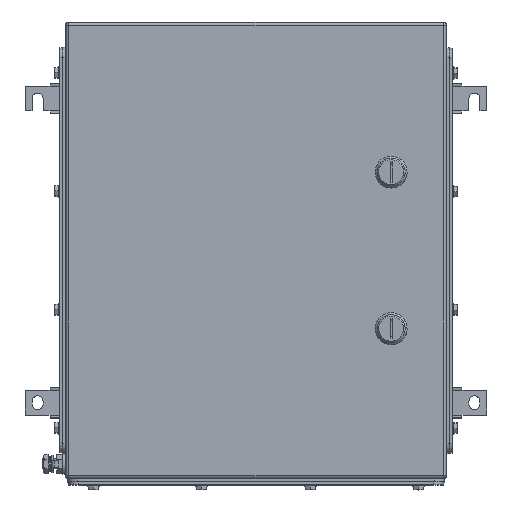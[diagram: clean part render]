
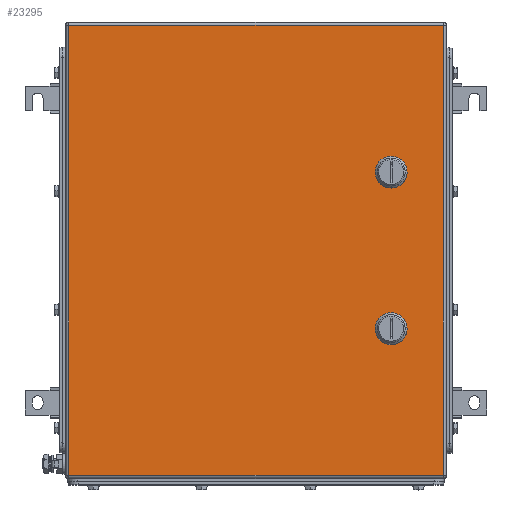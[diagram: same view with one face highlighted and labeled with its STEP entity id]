
A CAD part, top view. The second image highlights one B-rep face of the part: STEP entity #23295.
In plain terms, the highlighted planar face has unit normal (0, 0, 1).
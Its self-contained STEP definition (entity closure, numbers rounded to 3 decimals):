
#23109=AXIS2_PLACEMENT_3D('Circle Axis2P3D',#23107,#23108,$) ;
#23136=AXIS2_PLACEMENT_3D('Plane Axis2P3D',#23133,#23134,#23135) ;
#23181=AXIS2_PLACEMENT_3D('Circle Axis2P3D',#23179,#23180,$) ;
#23195=AXIS2_PLACEMENT_3D('Circle Axis2P3D',#23193,#23194,$) ;
#23209=AXIS2_PLACEMENT_3D('Circle Axis2P3D',#23207,#23208,$) ;
#23231=AXIS2_PLACEMENT_3D('Circle Axis2P3D',#23229,#23230,$) ;
#23247=AXIS2_PLACEMENT_3D('Circle Axis2P3D',#23245,#23246,$) ;
#23261=AXIS2_PLACEMENT_3D('Circle Axis2P3D',#23259,#23260,$) ;
#23275=AXIS2_PLACEMENT_3D('Circle Axis2P3D',#23273,#23274,$) ;
#23104=CARTESIAN_POINT('Vertex',(372.056,308.45,153.5)) ;
#23107=CARTESIAN_POINT('Axis2P3D Location',(367.,318.5,153.5)) ;
#23111=CARTESIAN_POINT('Vertex',(377.05,313.444,153.5)) ;
#23133=CARTESIAN_POINT('Axis2P3D Location',(231.5,240.,153.5)) ;
#23138=CARTESIAN_POINT('Line Origine',(231.5,465.5,153.5)) ;
#23142=CARTESIAN_POINT('Vertex',(419.,465.5,153.5)) ;
#23144=CARTESIAN_POINT('Vertex',(44.,465.5,153.5)) ;
#23147=CARTESIAN_POINT('Line Origine',(44.,240.,153.5)) ;
#23151=CARTESIAN_POINT('Vertex',(44.,14.5,153.5)) ;
#23154=CARTESIAN_POINT('Line Origine',(231.5,14.5,153.5)) ;
#23158=CARTESIAN_POINT('Vertex',(419.,14.5,153.5)) ;
#23161=CARTESIAN_POINT('Line Origine',(419.,240.,153.5)) ;
#23172=CARTESIAN_POINT('Line Origine',(367.,308.45,153.5)) ;
#23176=CARTESIAN_POINT('Vertex',(361.944,308.45,153.5)) ;
#23179=CARTESIAN_POINT('Axis2P3D Location',(367.,318.5,153.5)) ;
#23183=CARTESIAN_POINT('Vertex',(356.95,313.444,153.5)) ;
#23186=CARTESIAN_POINT('Line Origine',(356.95,318.5,153.5)) ;
#23190=CARTESIAN_POINT('Vertex',(356.95,323.556,153.5)) ;
#23193=CARTESIAN_POINT('Axis2P3D Location',(367.,318.5,153.5)) ;
#23197=CARTESIAN_POINT('Vertex',(361.944,328.55,153.5)) ;
#23200=CARTESIAN_POINT('Line Origine',(367.,328.55,153.5)) ;
#23204=CARTESIAN_POINT('Vertex',(372.056,328.55,153.5)) ;
#23207=CARTESIAN_POINT('Axis2P3D Location',(367.,318.5,153.5)) ;
#23211=CARTESIAN_POINT('Vertex',(377.05,323.556,153.5)) ;
#23214=CARTESIAN_POINT('Line Origine',(377.05,318.5,153.5)) ;
#23229=CARTESIAN_POINT('Axis2P3D Location',(367.,161.5,153.5)) ;
#23233=CARTESIAN_POINT('Vertex',(372.056,151.45,153.5)) ;
#23235=CARTESIAN_POINT('Vertex',(377.05,156.444,153.5)) ;
#23238=CARTESIAN_POINT('Line Origine',(367.,151.45,153.5)) ;
#23242=CARTESIAN_POINT('Vertex',(361.944,151.45,153.5)) ;
#23245=CARTESIAN_POINT('Axis2P3D Location',(367.,161.5,153.5)) ;
#23249=CARTESIAN_POINT('Vertex',(356.95,156.444,153.5)) ;
#23252=CARTESIAN_POINT('Line Origine',(356.95,161.5,153.5)) ;
#23256=CARTESIAN_POINT('Vertex',(356.95,166.556,153.5)) ;
#23259=CARTESIAN_POINT('Axis2P3D Location',(367.,161.5,153.5)) ;
#23263=CARTESIAN_POINT('Vertex',(361.944,171.55,153.5)) ;
#23266=CARTESIAN_POINT('Line Origine',(367.,171.55,153.5)) ;
#23270=CARTESIAN_POINT('Vertex',(372.056,171.55,153.5)) ;
#23273=CARTESIAN_POINT('Axis2P3D Location',(367.,161.5,153.5)) ;
#23277=CARTESIAN_POINT('Vertex',(377.05,166.556,153.5)) ;
#23280=CARTESIAN_POINT('Line Origine',(377.05,161.5,153.5)) ;
#23108=DIRECTION('Axis2P3D Direction',(0.,0.,1.)) ;
#23134=DIRECTION('Axis2P3D Direction',(0.,0.,1.)) ;
#23135=DIRECTION('Axis2P3D XDirection',(1.,0.,0.)) ;
#23139=DIRECTION('Vector Direction',(1.,0.,0.)) ;
#23148=DIRECTION('Vector Direction',(0.,-1.,0.)) ;
#23155=DIRECTION('Vector Direction',(1.,0.,0.)) ;
#23162=DIRECTION('Vector Direction',(0.,1.,0.)) ;
#23173=DIRECTION('Vector Direction',(1.,0.,0.)) ;
#23180=DIRECTION('Axis2P3D Direction',(0.,0.,1.)) ;
#23187=DIRECTION('Vector Direction',(0.,1.,0.)) ;
#23194=DIRECTION('Axis2P3D Direction',(0.,0.,1.)) ;
#23201=DIRECTION('Vector Direction',(1.,0.,0.)) ;
#23208=DIRECTION('Axis2P3D Direction',(0.,0.,1.)) ;
#23215=DIRECTION('Vector Direction',(0.,-1.,0.)) ;
#23230=DIRECTION('Axis2P3D Direction',(0.,0.,1.)) ;
#23239=DIRECTION('Vector Direction',(1.,0.,0.)) ;
#23246=DIRECTION('Axis2P3D Direction',(0.,0.,1.)) ;
#23253=DIRECTION('Vector Direction',(0.,1.,0.)) ;
#23260=DIRECTION('Axis2P3D Direction',(0.,0.,1.)) ;
#23267=DIRECTION('Vector Direction',(1.,0.,0.)) ;
#23274=DIRECTION('Axis2P3D Direction',(0.,0.,1.)) ;
#23281=DIRECTION('Vector Direction',(0.,-1.,0.)) ;
#23140=VECTOR('Line Direction',#23139,1.) ;
#23149=VECTOR('Line Direction',#23148,1.) ;
#23156=VECTOR('Line Direction',#23155,1.) ;
#23163=VECTOR('Line Direction',#23162,1.) ;
#23174=VECTOR('Line Direction',#23173,1.) ;
#23188=VECTOR('Line Direction',#23187,1.) ;
#23202=VECTOR('Line Direction',#23201,1.) ;
#23216=VECTOR('Line Direction',#23215,1.) ;
#23240=VECTOR('Line Direction',#23239,1.) ;
#23254=VECTOR('Line Direction',#23253,1.) ;
#23268=VECTOR('Line Direction',#23267,1.) ;
#23282=VECTOR('Line Direction',#23281,1.) ;
#23167=ORIENTED_EDGE('',*,*,#23146,.T.) ;
#23168=ORIENTED_EDGE('',*,*,#23153,.T.) ;
#23169=ORIENTED_EDGE('',*,*,#23160,.T.) ;
#23170=ORIENTED_EDGE('',*,*,#23165,.T.) ;
#23220=ORIENTED_EDGE('',*,*,#23178,.F.) ;
#23221=ORIENTED_EDGE('',*,*,#23185,.F.) ;
#23222=ORIENTED_EDGE('',*,*,#23192,.T.) ;
#23223=ORIENTED_EDGE('',*,*,#23199,.F.) ;
#23224=ORIENTED_EDGE('',*,*,#23206,.T.) ;
#23225=ORIENTED_EDGE('',*,*,#23213,.F.) ;
#23226=ORIENTED_EDGE('',*,*,#23218,.T.) ;
#23227=ORIENTED_EDGE('',*,*,#23113,.F.) ;
#23286=ORIENTED_EDGE('',*,*,#23237,.F.) ;
#23287=ORIENTED_EDGE('',*,*,#23244,.F.) ;
#23288=ORIENTED_EDGE('',*,*,#23251,.F.) ;
#23289=ORIENTED_EDGE('',*,*,#23258,.T.) ;
#23290=ORIENTED_EDGE('',*,*,#23265,.F.) ;
#23291=ORIENTED_EDGE('',*,*,#23272,.T.) ;
#23292=ORIENTED_EDGE('',*,*,#23279,.F.) ;
#23293=ORIENTED_EDGE('',*,*,#23284,.T.) ;
#23228=FACE_BOUND('',#23219,.T.) ;
#23294=FACE_BOUND('',#23285,.T.) ;
#23295=ADVANCED_FACE('ZUB_KTB_QL_453815_3GP_AllCATPart_AllCATPart.1\\ZUB_KTB_QL_453815_3GP_AllCATPart.2\\ZUB_DE_KTB_QL.1\\DE_KTB_MH_PART_MASTER.1\\Koerper.2',(#23171,#23228,#23294),#23137,.T.) ;
#23110=CIRCLE('generated circle',#23109,11.25) ;
#23182=CIRCLE('generated circle',#23181,11.25) ;
#23196=CIRCLE('generated circle',#23195,11.25) ;
#23210=CIRCLE('generated circle',#23209,11.25) ;
#23232=CIRCLE('generated circle',#23231,11.25) ;
#23248=CIRCLE('generated circle',#23247,11.25) ;
#23262=CIRCLE('generated circle',#23261,11.25) ;
#23276=CIRCLE('generated circle',#23275,11.25) ;
#23113=EDGE_CURVE('',#23105,#23112,#23110,.T.) ;
#23146=EDGE_CURVE('',#23143,#23145,#23141,.F.) ;
#23153=EDGE_CURVE('',#23145,#23152,#23150,.T.) ;
#23160=EDGE_CURVE('',#23152,#23159,#23157,.T.) ;
#23165=EDGE_CURVE('',#23159,#23143,#23164,.T.) ;
#23178=EDGE_CURVE('',#23177,#23105,#23175,.T.) ;
#23185=EDGE_CURVE('',#23184,#23177,#23182,.T.) ;
#23192=EDGE_CURVE('',#23184,#23191,#23189,.T.) ;
#23199=EDGE_CURVE('',#23198,#23191,#23196,.T.) ;
#23206=EDGE_CURVE('',#23198,#23205,#23203,.T.) ;
#23213=EDGE_CURVE('',#23212,#23205,#23210,.T.) ;
#23218=EDGE_CURVE('',#23212,#23112,#23217,.T.) ;
#23237=EDGE_CURVE('',#23234,#23236,#23232,.T.) ;
#23244=EDGE_CURVE('',#23243,#23234,#23241,.T.) ;
#23251=EDGE_CURVE('',#23250,#23243,#23248,.T.) ;
#23258=EDGE_CURVE('',#23250,#23257,#23255,.T.) ;
#23265=EDGE_CURVE('',#23264,#23257,#23262,.T.) ;
#23272=EDGE_CURVE('',#23264,#23271,#23269,.T.) ;
#23279=EDGE_CURVE('',#23278,#23271,#23276,.T.) ;
#23284=EDGE_CURVE('',#23278,#23236,#23283,.T.) ;
#23166=EDGE_LOOP('',(#23167,#23168,#23169,#23170)) ;
#23219=EDGE_LOOP('',(#23220,#23221,#23222,#23223,#23224,#23225,#23226,#23227)) ;
#23285=EDGE_LOOP('',(#23286,#23287,#23288,#23289,#23290,#23291,#23292,#23293)) ;
#23171=FACE_OUTER_BOUND('',#23166,.T.) ;
#23141=LINE('Line',#23138,#23140) ;
#23150=LINE('Line',#23147,#23149) ;
#23157=LINE('Line',#23154,#23156) ;
#23164=LINE('Line',#23161,#23163) ;
#23175=LINE('Line',#23172,#23174) ;
#23189=LINE('Line',#23186,#23188) ;
#23203=LINE('Line',#23200,#23202) ;
#23217=LINE('Line',#23214,#23216) ;
#23241=LINE('Line',#23238,#23240) ;
#23255=LINE('Line',#23252,#23254) ;
#23269=LINE('Line',#23266,#23268) ;
#23283=LINE('Line',#23280,#23282) ;
#23137=PLANE('',#23136) ;
#23105=VERTEX_POINT('',#23104) ;
#23112=VERTEX_POINT('',#23111) ;
#23143=VERTEX_POINT('',#23142) ;
#23145=VERTEX_POINT('',#23144) ;
#23152=VERTEX_POINT('',#23151) ;
#23159=VERTEX_POINT('',#23158) ;
#23177=VERTEX_POINT('',#23176) ;
#23184=VERTEX_POINT('',#23183) ;
#23191=VERTEX_POINT('',#23190) ;
#23198=VERTEX_POINT('',#23197) ;
#23205=VERTEX_POINT('',#23204) ;
#23212=VERTEX_POINT('',#23211) ;
#23234=VERTEX_POINT('',#23233) ;
#23236=VERTEX_POINT('',#23235) ;
#23243=VERTEX_POINT('',#23242) ;
#23250=VERTEX_POINT('',#23249) ;
#23257=VERTEX_POINT('',#23256) ;
#23264=VERTEX_POINT('',#23263) ;
#23271=VERTEX_POINT('',#23270) ;
#23278=VERTEX_POINT('',#23277) ;
